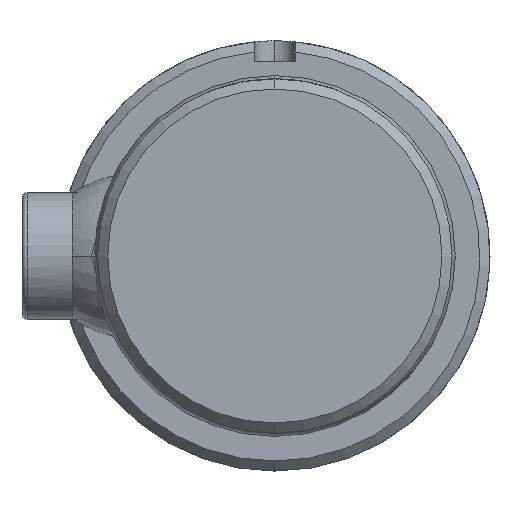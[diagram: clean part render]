
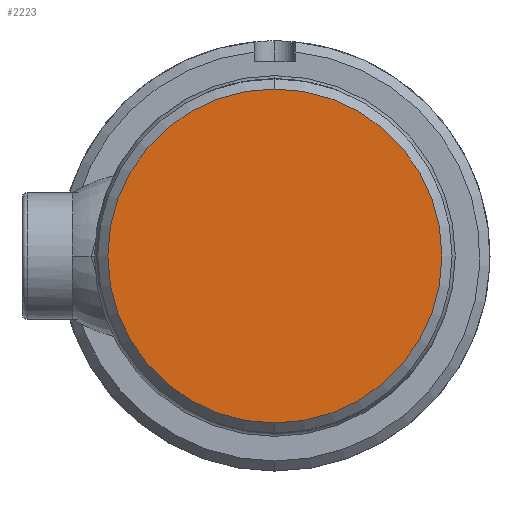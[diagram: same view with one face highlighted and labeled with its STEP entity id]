
A CAD part, left-side view. The second image highlights one B-rep face of the part: STEP entity #2223.
In plain terms, the highlighted planar face has unit normal (-1, 0, 0).
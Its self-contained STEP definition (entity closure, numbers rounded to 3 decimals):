
#32 = EDGE_CURVE ( 'NONE', #382, #61, #1088, .T. ) ;
#61 = VERTEX_POINT ( 'NONE', #2487 ) ;
#297 = CARTESIAN_POINT ( 'NONE',  ( 0., 0., 0. ) ) ;
#382 = VERTEX_POINT ( 'NONE', #1328 ) ;
#385 = PLANE ( 'NONE',  #2021 ) ;
#403 = ORIENTED_EDGE ( 'NONE', *, *, #32, .T. ) ;
#498 = DIRECTION ( 'NONE',  ( 0., 0., -1. ) ) ;
#514 = EDGE_CURVE ( 'NONE', #61, #382, #1255, .T. ) ;
#587 = DIRECTION ( 'NONE',  ( 0., 0., -1. ) ) ;
#684 = DIRECTION ( 'NONE',  ( -1., 0., 0. ) ) ;
#905 = EDGE_LOOP ( 'NONE', ( #403, #1750 ) ) ;
#945 = AXIS2_PLACEMENT_3D ( 'NONE', #1840, #684, #2033 ) ;
#1088 = CIRCLE ( 'NONE', #945, 33. ) ;
#1119 = AXIS2_PLACEMENT_3D ( 'NONE', #297, #1657, #498 ) ;
#1169 = CARTESIAN_POINT ( 'NONE',  ( 0., 0., 0. ) ) ;
#1255 = CIRCLE ( 'NONE', #1119, 33. ) ;
#1328 = CARTESIAN_POINT ( 'NONE',  ( 0., 0., -33. ) ) ;
#1657 = DIRECTION ( 'NONE',  ( -1., 0., 0. ) ) ;
#1668 = FACE_OUTER_BOUND ( 'NONE', #905, .T. ) ;
#1744 = DIRECTION ( 'NONE',  ( 1., 0., 0. ) ) ;
#1750 = ORIENTED_EDGE ( 'NONE', *, *, #514, .T. ) ;
#1840 = CARTESIAN_POINT ( 'NONE',  ( 0., 0., 0. ) ) ;
#2021 = AXIS2_PLACEMENT_3D ( 'NONE', #1169, #1744, #587 ) ;
#2033 = DIRECTION ( 'NONE',  ( 0., 0., -1. ) ) ;
#2223 = ADVANCED_FACE ( 'NONE', ( #1668 ), #385, .F. ) ;
#2487 = CARTESIAN_POINT ( 'NONE',  ( 0., 0., 33. ) ) ;
